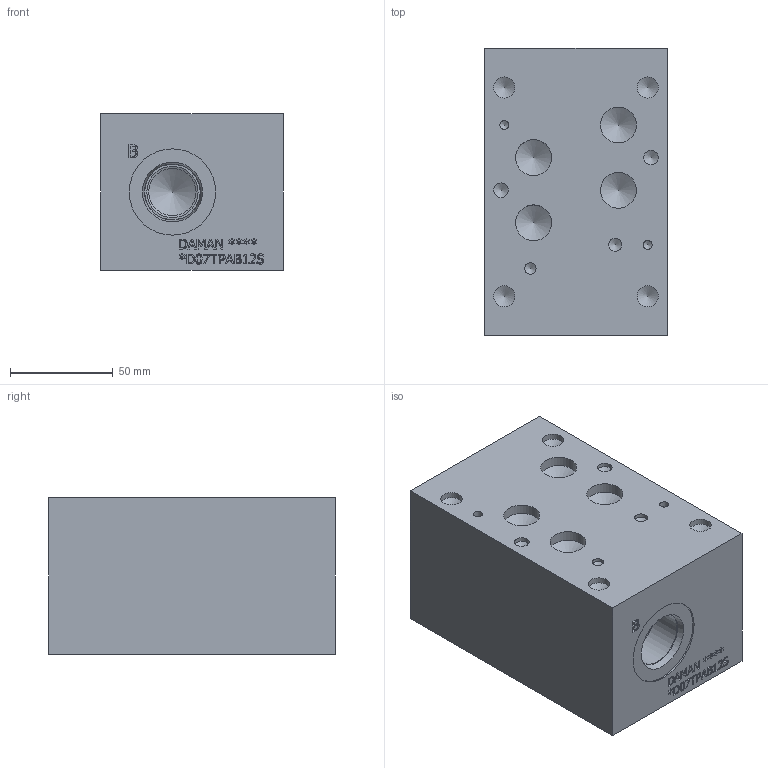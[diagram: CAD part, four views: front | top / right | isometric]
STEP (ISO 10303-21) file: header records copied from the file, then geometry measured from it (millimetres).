
FILE_DESCRIPTION(/* description */ (''),/* implementation_level */ '2;1');
FILE_NAME(/* name */ '_D07TPAB12S.stp',/* time_stamp */ '2020-06-22T13:01:34-04:00',/* author */ ('devonn'),/* organization */ (''),/* preprocessor_version */ 'ST-DEVELOPER v17',/* originating_system */ 'Autodesk Inventor 2019',/* authorisation */ '');
FILE_SCHEMA (('AUTOMOTIVE_DESIGN { 1 0 10303 214 3 1 1 }'));
Length unit declared in the file: millimetre
Products named in the file (1): Part_DD07TPAB12S.C14434R0_3D
Bounding box: 88.9 x 139.7 x 76.2 mm (x, y, z)
Volume: 892428.8 mm3; surface area: 69398.9 mm2
Topology: 1 solids, 1 shells, 454 faces, 1262 edges, 854 vertices
Faces by surface type: plane 282, bspline 92, cylinder 44, cone 36
Full cylindrical faces by diameter (mm): 3.175 x2, 4.369 x2, 5.537 x2, 6.35 x2, 7.137 x4, 10.312 x8, 11.125 x2, 17.475 x8, 23.012 x2, 24.917 x2, 25.4 x4, 26.99 x2, 27.432 x2, 42.037 x2
Entity records: 15226 total; most frequent: CARTESIAN_POINT 3737, ORIENTED_EDGE 2464, DIRECTION 1942, EDGE_CURVE 1232, LINE 880, VECTOR 880, VERTEX_POINT 854, AXIS2_PLACEMENT_3D 531
